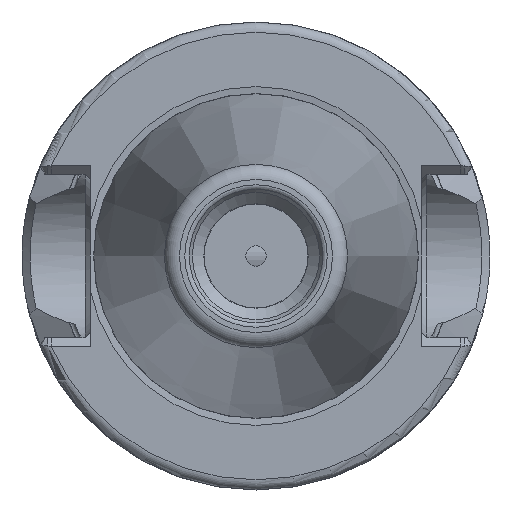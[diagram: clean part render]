
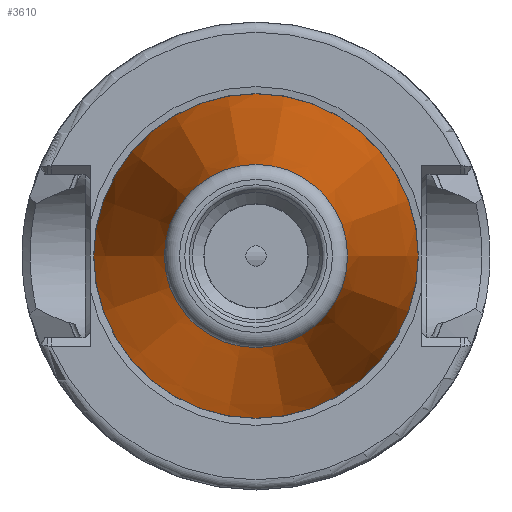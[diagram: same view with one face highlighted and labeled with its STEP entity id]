
A CAD part, left-side view. The second image highlights one B-rep face of the part: STEP entity #3610.
In plain terms, the highlighted conical face has half-angle 8.297 degrees and reference radius 12.476 mm.
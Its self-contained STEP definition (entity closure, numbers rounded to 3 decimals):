
#259=CIRCLE('',#3928,9.004);
#260=CIRCLE('',#3929,9.004);
#261=CIRCLE('',#3930,9.004);
#263=CIRCLE('',#3933,15.948);
#264=CIRCLE('',#3934,15.948);
#433=CONICAL_SURFACE('',#3932,12.476,0.145);
#696=FACE_OUTER_BOUND('',#899,.T.);
#899=EDGE_LOOP('',(#2893,#2894,#2895,#2896,#2897,#2898,#2899));
#1122=LINE('',#6655,#1303);
#1303=VECTOR('',#4686,12.476);
#1577=VERTEX_POINT('',#6643);
#1578=VERTEX_POINT('',#6644);
#1579=VERTEX_POINT('',#6646);
#1580=VERTEX_POINT('',#6651);
#1581=VERTEX_POINT('',#6652);
#2055=EDGE_CURVE('',#1577,#1578,#259,.T.);
#2056=EDGE_CURVE('',#1579,#1577,#260,.T.);
#2057=EDGE_CURVE('',#1578,#1579,#261,.T.);
#2059=EDGE_CURVE('',#1580,#1581,#263,.T.);
#2060=EDGE_CURVE('',#1581,#1580,#264,.T.);
#2061=EDGE_CURVE('',#1581,#1579,#1122,.T.);
#2893=ORIENTED_EDGE('',*,*,#2059,.F.);
#2894=ORIENTED_EDGE('',*,*,#2060,.F.);
#2895=ORIENTED_EDGE('',*,*,#2061,.T.);
#2896=ORIENTED_EDGE('',*,*,#2056,.T.);
#2897=ORIENTED_EDGE('',*,*,#2055,.T.);
#2898=ORIENTED_EDGE('',*,*,#2057,.T.);
#2899=ORIENTED_EDGE('',*,*,#2061,.F.);
#3610=ADVANCED_FACE('',(#696),#433,.T.);
#3928=AXIS2_PLACEMENT_3D('',#6645,#4672,#4673);
#3929=AXIS2_PLACEMENT_3D('',#6647,#4674,#4675);
#3930=AXIS2_PLACEMENT_3D('',#6648,#4676,#4677);
#3932=AXIS2_PLACEMENT_3D('',#6650,#4680,#4681);
#3933=AXIS2_PLACEMENT_3D('',#6653,#4682,#4683);
#3934=AXIS2_PLACEMENT_3D('',#6654,#4684,#4685);
#4672=DIRECTION('center_axis',(1.,0.,0.));
#4673=DIRECTION('ref_axis',(0.,0.,-1.));
#4674=DIRECTION('center_axis',(1.,0.,0.));
#4675=DIRECTION('ref_axis',(0.,0.,-1.));
#4676=DIRECTION('center_axis',(1.,0.,0.));
#4677=DIRECTION('ref_axis',(0.,0.,-1.));
#4680=DIRECTION('center_axis',(1.,0.,0.));
#4681=DIRECTION('ref_axis',(0.,1.,0.));
#4682=DIRECTION('center_axis',(1.,0.,0.));
#4683=DIRECTION('ref_axis',(0.,0.,-1.));
#4684=DIRECTION('center_axis',(1.,0.,0.));
#4685=DIRECTION('ref_axis',(0.,0.,-1.));
#4686=DIRECTION('',(-0.99,0.144,0.));
#6643=CARTESIAN_POINT('',(-47.616,9.004,0.));
#6644=CARTESIAN_POINT('',(-47.616,0.,9.004));
#6645=CARTESIAN_POINT('Origin',(-47.616,0.,
0.));
#6646=CARTESIAN_POINT('',(-47.616,-9.004,0.));
#6647=CARTESIAN_POINT('Origin',(-47.616,0.,
0.));
#6648=CARTESIAN_POINT('Origin',(-47.616,0.,
0.));
#6650=CARTESIAN_POINT('Origin',(-23.808,0.,
0.));
#6651=CARTESIAN_POINT('',(0.,15.948,0.));
#6652=CARTESIAN_POINT('',(0.,-15.948,0.));
#6653=CARTESIAN_POINT('Origin',(0.,0.,
0.));
#6654=CARTESIAN_POINT('Origin',(0.,0.,
0.));
#6655=CARTESIAN_POINT('',(-23.808,-12.476,0.));
